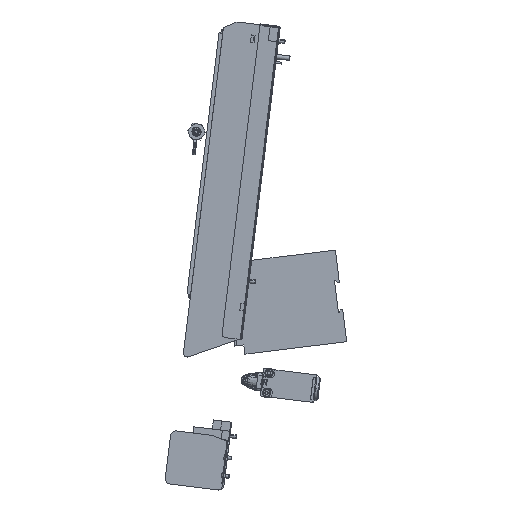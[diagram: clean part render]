
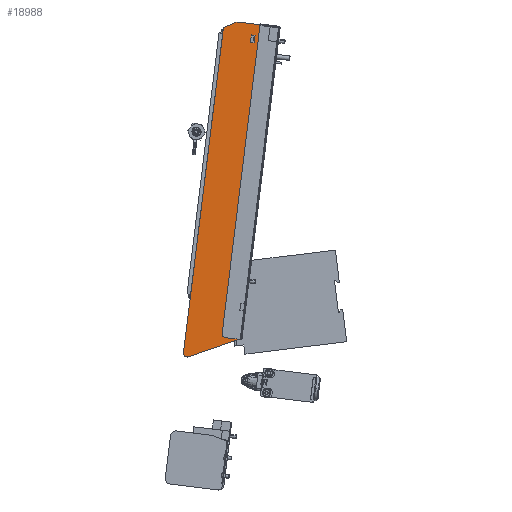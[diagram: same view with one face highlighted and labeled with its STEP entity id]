
A CAD part, left-side view. The second image highlights one B-rep face of the part: STEP entity #18988.
In plain terms, the highlighted planar face has unit normal (-1, 0, 0).
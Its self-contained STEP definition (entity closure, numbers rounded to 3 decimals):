
#12 = VECTOR ( 'NONE', #30940, 1000. ) ;
#62 = EDGE_CURVE ( 'NONE', #28860, #29586, #3950, .T. ) ;
#277 = CARTESIAN_POINT ( 'NONE',  ( -355.6, 60., -349.264 ) ) ;
#853 = VERTEX_POINT ( 'NONE', #30385 ) ;
#1301 = ORIENTED_EDGE ( 'NONE', *, *, #18031, .T. ) ;
#1312 = LINE ( 'NONE', #22275, #36794 ) ;
#1373 = LINE ( 'NONE', #31122, #38998 ) ;
#1808 = VECTOR ( 'NONE', #18240, 1000. ) ;
#2059 = EDGE_CURVE ( 'NONE', #20415, #14167, #30452, .T. ) ;
#2261 = EDGE_CURVE ( 'NONE', #853, #36766, #38013, .T. ) ;
#2789 = LINE ( 'NONE', #14580, #36129 ) ;
#2979 = DIRECTION ( 'NONE',  ( 0., 1., 0. ) ) ;
#3363 = VECTOR ( 'NONE', #14244, 1000. ) ;
#3616 = CARTESIAN_POINT ( 'NONE',  ( -355.6, 46.144, 20. ) ) ;
#3950 = LINE ( 'NONE', #30707, #20811 ) ;
#4121 = CARTESIAN_POINT ( 'NONE',  ( -355.6, 0., 4. ) ) ;
#4466 = EDGE_CURVE ( 'NONE', #27518, #32926, #22165, .T. ) ;
#4543 = ORIENTED_EDGE ( 'NONE', *, *, #35767, .T. ) ;
#4558 = CARTESIAN_POINT ( 'NONE',  ( -355.6, 60., 20. ) ) ;
#4561 = CARTESIAN_POINT ( 'NONE',  ( -355.6, 0., -290. ) ) ;
#4656 = CARTESIAN_POINT ( 'NONE',  ( -355.6, 56., -342.863 ) ) ;
#4740 = ORIENTED_EDGE ( 'NONE', *, *, #2261, .F. ) ;
#5169 = CARTESIAN_POINT ( 'NONE',  ( -355.6, 25., 8. ) ) ;
#5528 = FACE_OUTER_BOUND ( 'NONE', #16143, .T. ) ;
#5654 = CARTESIAN_POINT ( 'NONE',  ( -355.6, 29., 0. ) ) ;
#5696 = EDGE_CURVE ( 'NONE', #10889, #32157, #37609, .T. ) ;
#5718 = FACE_BOUND ( 'NONE', #22192, .T. ) ;
#6025 = CARTESIAN_POINT ( 'NONE',  ( -355.6, 5., -282. ) ) ;
#6406 = CARTESIAN_POINT ( 'NONE',  ( -355.6, 25., 0. ) ) ;
#6559 = CARTESIAN_POINT ( 'NONE',  ( -355.6, 25., 0. ) ) ;
#6579 = EDGE_CURVE ( 'NONE', #32157, #14607, #9383, .T. ) ;
#6630 = VERTEX_POINT ( 'NONE', #7384 ) ;
#6976 = EDGE_CURVE ( 'NONE', #39194, #26822, #27299, .T. ) ;
#7286 = DIRECTION ( 'NONE',  ( 0., 0., -1. ) ) ;
#7384 = CARTESIAN_POINT ( 'NONE',  ( -355.6, 54.247, -346.458 ) ) ;
#7756 = LINE ( 'NONE', #4558, #22314 ) ;
#8076 = CARTESIAN_POINT ( 'NONE',  ( -355.6, 29., 0. ) ) ;
#8247 = DIRECTION ( 'NONE',  ( 0., 0., -1. ) ) ;
#9290 = DIRECTION ( 'NONE',  ( 0., 0., 1. ) ) ;
#9383 = LINE ( 'NONE', #21372, #12 ) ;
#9390 = DIRECTION ( 'NONE',  ( 0., 0., 1. ) ) ;
#9525 = DIRECTION ( 'NONE',  ( 0., 0.866, -0.5 ) ) ;
#10889 = VERTEX_POINT ( 'NONE', #11716 ) ;
#11716 = CARTESIAN_POINT ( 'NONE',  ( -355.6, 10., 20. ) ) ;
#12071 = DIRECTION ( 'NONE',  ( 1., 0., 0. ) ) ;
#12973 = DIRECTION ( 'NONE',  ( 0., 0., 1. ) ) ;
#13794 = EDGE_CURVE ( 'NONE', #32926, #853, #2789, .T. ) ;
#14167 = VERTEX_POINT ( 'NONE', #4561 ) ;
#14244 = DIRECTION ( 'NONE',  ( 0., 0., 1. ) ) ;
#14580 = CARTESIAN_POINT ( 'NONE',  ( -355.6, 25., 8. ) ) ;
#14607 = VERTEX_POINT ( 'NONE', #4121 ) ;
#14641 = CARTESIAN_POINT ( 'NONE',  ( -355.6, 5., -290. ) ) ;
#14703 = CARTESIAN_POINT ( 'NONE',  ( -355.6, 0., -420. ) ) ;
#15278 = ORIENTED_EDGE ( 'NONE', *, *, #6579, .F. ) ;
#15623 = EDGE_CURVE ( 'NONE', #36766, #27518, #26758, .T. ) ;
#15872 = CIRCLE ( 'NONE', #38198, 4. ) ;
#16143 = EDGE_LOOP ( 'NONE', ( #22106, #1301, #19264, #30989, #37477, #4543, #18309, #23839, #15278, #17873, #17634, #36890 ) ) ;
#16395 = EDGE_CURVE ( 'NONE', #26822, #14607, #1312, .T. ) ;
#16442 = CARTESIAN_POINT ( 'NONE',  ( -355.6, 10., 20. ) ) ;
#16463 = VECTOR ( 'NONE', #12973, 1000. ) ;
#17634 = ORIENTED_EDGE ( 'NONE', *, *, #27658, .F. ) ;
#17681 = EDGE_CURVE ( 'NONE', #6630, #20415, #23854, .T. ) ;
#17873 = ORIENTED_EDGE ( 'NONE', *, *, #5696, .F. ) ;
#18031 = EDGE_CURVE ( 'NONE', #23860, #6630, #15872, .T. ) ;
#18240 = DIRECTION ( 'NONE',  ( 0., -0.899, 0.438 ) ) ;
#18262 = DIRECTION ( 'NONE',  ( 0., 0., -1. ) ) ;
#18309 = ORIENTED_EDGE ( 'NONE', *, *, #6976, .T. ) ;
#18988 = ADVANCED_FACE ( 'NONE', ( #5718, #5528 ), #39243, .F. ) ;
#19264 = ORIENTED_EDGE ( 'NONE', *, *, #17681, .T. ) ;
#19937 = DIRECTION ( 'NONE',  ( 0., -1., 0. ) ) ;
#20391 = ORIENTED_EDGE ( 'NONE', *, *, #13794, .F. ) ;
#20415 = VERTEX_POINT ( 'NONE', #25243 ) ;
#20811 = VECTOR ( 'NONE', #9525, 1000. ) ;
#20829 = CARTESIAN_POINT ( 'NONE',  ( -355.6, 60., -420. ) ) ;
#21156 = DIRECTION ( 'NONE',  ( -1., 0., 0. ) ) ;
#21372 = CARTESIAN_POINT ( 'NONE',  ( -355.6, 10., 4. ) ) ;
#21551 = VECTOR ( 'NONE', #26027, 1000. ) ;
#22106 = ORIENTED_EDGE ( 'NONE', *, *, #32464, .F. ) ;
#22139 = DIRECTION ( 'NONE',  ( 0., 1., 0. ) ) ;
#22165 = LINE ( 'NONE', #6406, #16463 ) ;
#22192 = EDGE_LOOP ( 'NONE', ( #29031, #38080, #4740, #20391 ) ) ;
#22275 = CARTESIAN_POINT ( 'NONE',  ( -355.6, 0., -420. ) ) ;
#22314 = VECTOR ( 'NONE', #19937, 1000. ) ;
#23323 = VERTEX_POINT ( 'NONE', #14641 ) ;
#23771 = DIRECTION ( 'NONE',  ( 0., -1., 0. ) ) ;
#23839 = ORIENTED_EDGE ( 'NONE', *, *, #16395, .T. ) ;
#23854 = LINE ( 'NONE', #277, #1808 ) ;
#23860 = VERTEX_POINT ( 'NONE', #24144 ) ;
#23924 = DIRECTION ( 'NONE',  ( 0., -1., 0. ) ) ;
#24144 = CARTESIAN_POINT ( 'NONE',  ( -355.6, 60., -342.863 ) ) ;
#24550 = LINE ( 'NONE', #6025, #36386 ) ;
#25243 = CARTESIAN_POINT ( 'NONE',  ( -355.6, 0., -320. ) ) ;
#25668 = DIRECTION ( 'NONE',  ( 0., 0., 1. ) ) ;
#25909 = VECTOR ( 'NONE', #23771, 1000. ) ;
#26027 = DIRECTION ( 'NONE',  ( 0., 0., -1. ) ) ;
#26758 = LINE ( 'NONE', #27325, #25909 ) ;
#26822 = VERTEX_POINT ( 'NONE', #35924 ) ;
#27249 = VECTOR ( 'NONE', #9290, 1000. ) ;
#27299 = LINE ( 'NONE', #27694, #38297 ) ;
#27325 = CARTESIAN_POINT ( 'NONE',  ( -355.6, 25., 0. ) ) ;
#27518 = VERTEX_POINT ( 'NONE', #6559 ) ;
#27658 = EDGE_CURVE ( 'NONE', #28860, #10889, #7756, .T. ) ;
#27694 = CARTESIAN_POINT ( 'NONE',  ( -355.6, 0., -282. ) ) ;
#28120 = CARTESIAN_POINT ( 'NONE',  ( -355.6, 60., 12. ) ) ;
#28860 = VERTEX_POINT ( 'NONE', #3616 ) ;
#29031 = ORIENTED_EDGE ( 'NONE', *, *, #4466, .F. ) ;
#29586 = VERTEX_POINT ( 'NONE', #28120 ) ;
#29870 = CARTESIAN_POINT ( 'NONE',  ( -355.6, 60., -420. ) ) ;
#30385 = CARTESIAN_POINT ( 'NONE',  ( -355.6, 29., 8. ) ) ;
#30452 = LINE ( 'NONE', #14703, #27249 ) ;
#30707 = CARTESIAN_POINT ( 'NONE',  ( -355.6, 60., 12. ) ) ;
#30940 = DIRECTION ( 'NONE',  ( 0., -1., 0. ) ) ;
#30989 = ORIENTED_EDGE ( 'NONE', *, *, #2059, .T. ) ;
#31001 = EDGE_CURVE ( 'NONE', #14167, #23323, #1373, .T. ) ;
#31122 = CARTESIAN_POINT ( 'NONE',  ( -355.6, 0., -290. ) ) ;
#32030 = CARTESIAN_POINT ( 'NONE',  ( -355.6, 10., 4. ) ) ;
#32157 = VERTEX_POINT ( 'NONE', #32030 ) ;
#32464 = EDGE_CURVE ( 'NONE', #23860, #29586, #35603, .T. ) ;
#32926 = VERTEX_POINT ( 'NONE', #5169 ) ;
#33753 = VECTOR ( 'NONE', #7286, 1000. ) ;
#35512 = CARTESIAN_POINT ( 'NONE',  ( -355.6, 5., -282. ) ) ;
#35603 = LINE ( 'NONE', #20829, #3363 ) ;
#35767 = EDGE_CURVE ( 'NONE', #23323, #39194, #24550, .T. ) ;
#35924 = CARTESIAN_POINT ( 'NONE',  ( -355.6, 0., -282. ) ) ;
#36129 = VECTOR ( 'NONE', #2979, 1000. ) ;
#36386 = VECTOR ( 'NONE', #9390, 1000. ) ;
#36766 = VERTEX_POINT ( 'NONE', #5654 ) ;
#36794 = VECTOR ( 'NONE', #25668, 1000. ) ;
#36890 = ORIENTED_EDGE ( 'NONE', *, *, #62, .T. ) ;
#37477 = ORIENTED_EDGE ( 'NONE', *, *, #31001, .T. ) ;
#37609 = LINE ( 'NONE', #16442, #33753 ) ;
#38013 = LINE ( 'NONE', #8076, #21551 ) ;
#38080 = ORIENTED_EDGE ( 'NONE', *, *, #15623, .F. ) ;
#38198 = AXIS2_PLACEMENT_3D ( 'NONE', #4656, #21156, #8247 ) ;
#38258 = AXIS2_PLACEMENT_3D ( 'NONE', #29870, #12071, #18262 ) ;
#38297 = VECTOR ( 'NONE', #23924, 1000. ) ;
#38998 = VECTOR ( 'NONE', #22139, 1000. ) ;
#39194 = VERTEX_POINT ( 'NONE', #35512 ) ;
#39243 = PLANE ( 'NONE',  #38258 ) ;
